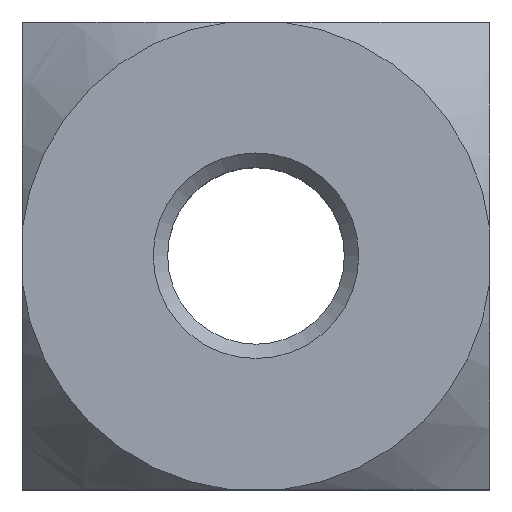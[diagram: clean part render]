
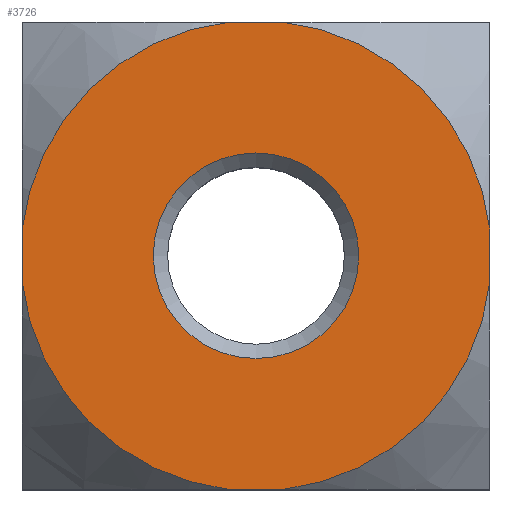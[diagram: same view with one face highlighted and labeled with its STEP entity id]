
A CAD part, top view. The second image highlights one B-rep face of the part: STEP entity #3726.
In plain terms, the highlighted planar face has unit normal (0, 0, 1).
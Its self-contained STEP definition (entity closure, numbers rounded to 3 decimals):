
#348=LINE('',#5356,#680);
#349=LINE('',#5357,#681);
#350=LINE('',#5358,#682);
#351=LINE('',#5359,#683);
#680=VECTOR('',#4552,1000.);
#681=VECTOR('',#4553,1000.);
#682=VECTOR('',#4554,1000.);
#683=VECTOR('',#4555,1000.);
#833=PLANE('',#3898);
#839=CIRCLE('',#3739,6.542);
#840=CIRCLE('',#3741,6.542);
#841=CIRCLE('',#3743,6.542);
#842=CIRCLE('',#3745,6.542);
#846=CIRCLE('',#3751,2.859);
#1510=ORIENTED_EDGE('',*,*,#1553,.F.);
#1511=ORIENTED_EDGE('',*,*,#1883,.F.);
#1512=ORIENTED_EDGE('',*,*,#1547,.F.);
#1513=ORIENTED_EDGE('',*,*,#1884,.F.);
#1514=ORIENTED_EDGE('',*,*,#1544,.F.);
#1515=ORIENTED_EDGE('',*,*,#1885,.F.);
#1516=ORIENTED_EDGE('',*,*,#1551,.F.);
#1517=ORIENTED_EDGE('',*,*,#1886,.F.);
#1518=ORIENTED_EDGE('',*,*,#1558,.T.);
#1544=EDGE_CURVE('',#1892,#1893,#839,.T.);
#1547=EDGE_CURVE('',#1895,#1896,#840,.T.);
#1551=EDGE_CURVE('',#1899,#1897,#841,.T.);
#1553=EDGE_CURVE('',#1901,#1902,#842,.T.);
#1558=EDGE_CURVE('',#1906,#1906,#846,.T.);
#1883=EDGE_CURVE('',#1896,#1901,#348,.T.);
#1884=EDGE_CURVE('',#1893,#1895,#349,.T.);
#1885=EDGE_CURVE('',#1897,#1892,#350,.T.);
#1886=EDGE_CURVE('',#1902,#1899,#351,.T.);
#1892=VERTEX_POINT('',#4584);
#1893=VERTEX_POINT('',#4586);
#1895=VERTEX_POINT('',#4611);
#1896=VERTEX_POINT('',#4613);
#1897=VERTEX_POINT('',#4637);
#1899=VERTEX_POINT('',#4650);
#1901=VERTEX_POINT('',#4665);
#1902=VERTEX_POINT('',#4667);
#1906=VERTEX_POINT('',#4688);
#2283=EDGE_LOOP('',(#1510,#1511,#1512,#1513,#1514,#1515,#1516,#1517));
#2284=EDGE_LOOP('',(#1518));
#2461=FACE_BOUND('',#2283,.T.);
#2462=FACE_BOUND('',#2284,.T.);
#3726=ADVANCED_FACE('',(#2461,#2462),#833,.F.);
#3739=AXIS2_PLACEMENT_3D('',#4585,#3908,#3909);
#3741=AXIS2_PLACEMENT_3D('',#4612,#3912,#3913);
#3743=AXIS2_PLACEMENT_3D('',#4651,#3916,#3917);
#3745=AXIS2_PLACEMENT_3D('',#4666,#3920,#3921);
#3751=AXIS2_PLACEMENT_3D('',#4687,#3932,#3933);
#3898=AXIS2_PLACEMENT_3D('',#5355,#4550,#4551);
#3908=DIRECTION('',(0.,0.,-1.));
#3909=DIRECTION('',(-1.,0.,0.));
#3912=DIRECTION('',(0.,0.,-1.));
#3913=DIRECTION('',(-1.,0.,0.));
#3916=DIRECTION('',(0.,0.,-1.));
#3917=DIRECTION('',(-1.,0.,0.));
#3920=DIRECTION('',(0.,0.,-1.));
#3921=DIRECTION('',(-1.,0.,0.));
#3932=DIRECTION('',(0.,0.,-1.));
#3933=DIRECTION('',(1.,0.,0.));
#4550=DIRECTION('',(0.,0.,-1.));
#4551=DIRECTION('',(-1.,0.,0.));
#4552=DIRECTION('',(0.,1.,0.));
#4553=DIRECTION('',(-1.,0.,0.));
#4554=DIRECTION('',(0.,-1.,0.));
#4555=DIRECTION('',(1.,0.,0.));
#4584=CARTESIAN_POINT('',(6.5,-0.744,4.));
#4585=CARTESIAN_POINT('',(0.,0.,4.));
#4586=CARTESIAN_POINT('',(0.744,-6.5,4.));
#4611=CARTESIAN_POINT('',(-0.744,-6.5,4.));
#4612=CARTESIAN_POINT('',(0.,0.,4.));
#4613=CARTESIAN_POINT('',(-6.5,-0.744,4.));
#4637=CARTESIAN_POINT('',(6.5,0.744,4.));
#4650=CARTESIAN_POINT('',(0.744,6.5,4.));
#4651=CARTESIAN_POINT('',(0.,0.,4.));
#4665=CARTESIAN_POINT('',(-6.5,0.744,4.));
#4666=CARTESIAN_POINT('',(0.,0.,4.));
#4667=CARTESIAN_POINT('',(-0.744,6.5,4.));
#4687=CARTESIAN_POINT('',(0.,0.,4.));
#4688=CARTESIAN_POINT('',(2.859,0.,4.));
#5355=CARTESIAN_POINT('',(0.,0.,4.));
#5356=CARTESIAN_POINT('',(-6.5,-6.5,4.));
#5357=CARTESIAN_POINT('',(6.5,-6.5,4.));
#5358=CARTESIAN_POINT('',(6.5,6.5,4.));
#5359=CARTESIAN_POINT('',(-6.5,6.5,4.));
